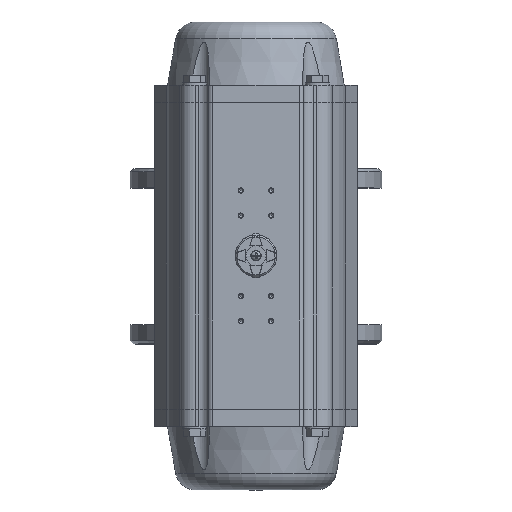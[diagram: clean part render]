
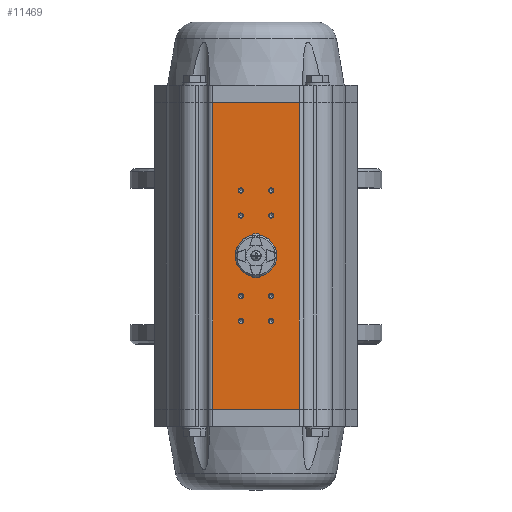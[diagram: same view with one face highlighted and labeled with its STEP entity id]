
A CAD part, top view. The second image highlights one B-rep face of the part: STEP entity #11469.
In plain terms, the highlighted face is planar.
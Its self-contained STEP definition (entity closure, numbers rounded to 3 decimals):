
#881=CIRCLE('',#12458,19.);
#910=CIRCLE('',#12505,2.6);
#911=CIRCLE('',#12506,2.6);
#912=CIRCLE('',#12507,2.6);
#913=CIRCLE('',#12508,2.6);
#914=CIRCLE('',#12509,2.6);
#915=CIRCLE('',#12510,2.6);
#916=CIRCLE('',#12511,2.6);
#917=CIRCLE('',#12512,2.6);
#2719=ORIENTED_EDGE('',*,*,#4522,.T.);
#2720=ORIENTED_EDGE('',*,*,#4523,.T.);
#2721=ORIENTED_EDGE('',*,*,#4524,.F.);
#2722=ORIENTED_EDGE('',*,*,#4520,.F.);
#2723=ORIENTED_EDGE('',*,*,#4525,.F.);
#2724=ORIENTED_EDGE('',*,*,#4526,.F.);
#2725=ORIENTED_EDGE('',*,*,#4527,.F.);
#2726=ORIENTED_EDGE('',*,*,#4528,.F.);
#2727=ORIENTED_EDGE('',*,*,#4529,.F.);
#2728=ORIENTED_EDGE('',*,*,#4530,.F.);
#2729=ORIENTED_EDGE('',*,*,#4531,.F.);
#2730=ORIENTED_EDGE('',*,*,#4532,.F.);
#2731=ORIENTED_EDGE('',*,*,#4463,.T.);
#4463=EDGE_CURVE('',#5537,#5537,#881,.T.);
#4520=EDGE_CURVE('',#5578,#5579,#6373,.T.);
#4522=EDGE_CURVE('',#5578,#5580,#6374,.T.);
#4523=EDGE_CURVE('',#5580,#5581,#6375,.T.);
#4524=EDGE_CURVE('',#5579,#5581,#6376,.T.);
#4525=EDGE_CURVE('',#5582,#5582,#910,.T.);
#4526=EDGE_CURVE('',#5583,#5583,#911,.T.);
#4527=EDGE_CURVE('',#5584,#5584,#912,.T.);
#4528=EDGE_CURVE('',#5585,#5585,#913,.T.);
#4529=EDGE_CURVE('',#5586,#5586,#914,.T.);
#4530=EDGE_CURVE('',#5587,#5587,#915,.T.);
#4531=EDGE_CURVE('',#5588,#5588,#916,.T.);
#4532=EDGE_CURVE('',#5589,#5589,#917,.T.);
#5537=VERTEX_POINT('',#21421);
#5578=VERTEX_POINT('',#21535);
#5579=VERTEX_POINT('',#21537);
#5580=VERTEX_POINT('',#21541);
#5581=VERTEX_POINT('',#21543);
#5582=VERTEX_POINT('',#21546);
#5583=VERTEX_POINT('',#21548);
#5584=VERTEX_POINT('',#21550);
#5585=VERTEX_POINT('',#21552);
#5586=VERTEX_POINT('',#21554);
#5587=VERTEX_POINT('',#21556);
#5588=VERTEX_POINT('',#21558);
#5589=VERTEX_POINT('',#21560);
#6373=LINE('',#21536,#7077);
#6374=LINE('',#21540,#7078);
#6375=LINE('',#21542,#7079);
#6376=LINE('',#21544,#7080);
#7077=VECTOR('',#14796,1000.);
#7078=VECTOR('',#14801,1000.);
#7079=VECTOR('',#14802,1000.);
#7080=VECTOR('',#14803,1000.);
#7809=EDGE_LOOP('',(#2719,#2720,#2721,#2722));
#7810=EDGE_LOOP('',(#2723));
#7811=EDGE_LOOP('',(#2724));
#7812=EDGE_LOOP('',(#2725));
#7813=EDGE_LOOP('',(#2726));
#7814=EDGE_LOOP('',(#2727));
#7815=EDGE_LOOP('',(#2728));
#7816=EDGE_LOOP('',(#2729));
#7817=EDGE_LOOP('',(#2730));
#7818=EDGE_LOOP('',(#2731));
#8607=FACE_BOUND('',#7809,.T.);
#8608=FACE_BOUND('',#7810,.T.);
#8609=FACE_BOUND('',#7811,.T.);
#8610=FACE_BOUND('',#7812,.T.);
#8611=FACE_BOUND('',#7813,.T.);
#8612=FACE_BOUND('',#7814,.T.);
#8613=FACE_BOUND('',#7815,.T.);
#8614=FACE_BOUND('',#7816,.T.);
#8615=FACE_BOUND('',#7817,.T.);
#8616=FACE_BOUND('',#7818,.T.);
#9105=PLANE('',#12504);
#11469=ADVANCED_FACE('',(#8607,#8608,#8609,#8610,#8611,#8612,#8613,#8614,
#8615,#8616),#9105,.T.);
#12458=AXIS2_PLACEMENT_3D('',#21420,#14677,#14678);
#12504=AXIS2_PLACEMENT_3D('',#21539,#14799,#14800);
#12505=AXIS2_PLACEMENT_3D('',#21545,#14804,#14805);
#12506=AXIS2_PLACEMENT_3D('',#21547,#14806,#14807);
#12507=AXIS2_PLACEMENT_3D('',#21549,#14808,#14809);
#12508=AXIS2_PLACEMENT_3D('',#21551,#14810,#14811);
#12509=AXIS2_PLACEMENT_3D('',#21553,#14812,#14813);
#12510=AXIS2_PLACEMENT_3D('',#21555,#14814,#14815);
#12511=AXIS2_PLACEMENT_3D('',#21557,#14816,#14817);
#12512=AXIS2_PLACEMENT_3D('',#21559,#14818,#14819);
#14677=DIRECTION('',(0.,-1.,0.));
#14678=DIRECTION('',(0.,0.,-1.));
#14796=DIRECTION('',(0.,0.,-1.));
#14799=DIRECTION('',(0.,1.,0.));
#14800=DIRECTION('',(1.,0.,0.));
#14801=DIRECTION('',(1.,0.,0.));
#14802=DIRECTION('',(0.,0.,-1.));
#14803=DIRECTION('',(1.,0.,0.));
#14804=DIRECTION('',(0.,1.,0.));
#14805=DIRECTION('',(-1.,0.,0.));
#14806=DIRECTION('',(0.,1.,0.));
#14807=DIRECTION('',(-1.,0.,0.));
#14808=DIRECTION('',(0.,1.,0.));
#14809=DIRECTION('',(-1.,0.,0.));
#14810=DIRECTION('',(0.,1.,0.));
#14811=DIRECTION('',(-1.,0.,0.));
#14812=DIRECTION('',(0.,1.,0.));
#14813=DIRECTION('',(-1.,0.,0.));
#14814=DIRECTION('',(0.,1.,0.));
#14815=DIRECTION('',(-1.,0.,0.));
#14816=DIRECTION('',(0.,1.,0.));
#14817=DIRECTION('',(-1.,0.,0.));
#14818=DIRECTION('',(0.,1.,0.));
#14819=DIRECTION('',(-1.,0.,0.));
#21420=CARTESIAN_POINT('',(101.,195.,-169.5));
#21421=CARTESIAN_POINT('',(101.,195.,-188.5));
#21535=CARTESIAN_POINT('',(58.,195.,-17.));
#21536=CARTESIAN_POINT('',(58.,195.,-17.));
#21537=CARTESIAN_POINT('',(58.,195.,-322.));
#21539=CARTESIAN_POINT('',(144.,195.,-17.));
#21540=CARTESIAN_POINT('',(53.,195.,-17.));
#21541=CARTESIAN_POINT('',(144.,195.,-17.));
#21542=CARTESIAN_POINT('',(144.,195.,-17.));
#21543=CARTESIAN_POINT('',(144.,195.,-322.));
#21544=CARTESIAN_POINT('',(53.,195.,-322.));
#21545=CARTESIAN_POINT('',(116.,195.,-104.5));
#21546=CARTESIAN_POINT('',(113.4,195.,-104.5));
#21547=CARTESIAN_POINT('',(86.,195.,-209.5));
#21548=CARTESIAN_POINT('',(83.4,195.,-209.5));
#21549=CARTESIAN_POINT('',(86.,195.,-104.5));
#21550=CARTESIAN_POINT('',(83.4,195.,-104.5));
#21551=CARTESIAN_POINT('',(116.,195.,-209.5));
#21552=CARTESIAN_POINT('',(113.4,195.,-209.5));
#21553=CARTESIAN_POINT('',(86.,195.,-129.5));
#21554=CARTESIAN_POINT('',(83.4,195.,-129.5));
#21555=CARTESIAN_POINT('',(86.,195.,-234.5));
#21556=CARTESIAN_POINT('',(83.4,195.,-234.5));
#21557=CARTESIAN_POINT('',(116.,195.,-234.5));
#21558=CARTESIAN_POINT('',(113.4,195.,-234.5));
#21559=CARTESIAN_POINT('',(116.,195.,-129.5));
#21560=CARTESIAN_POINT('',(113.4,195.,-129.5));
